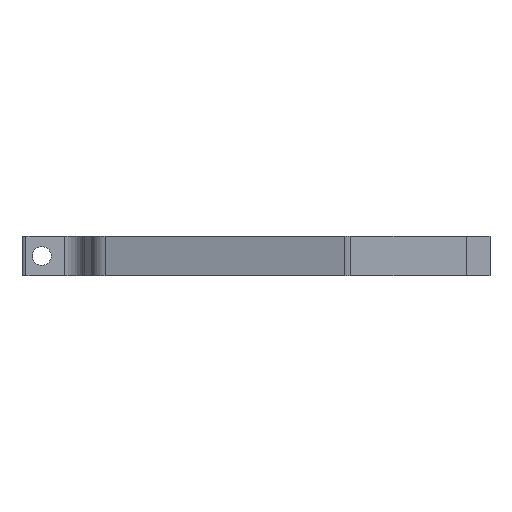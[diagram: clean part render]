
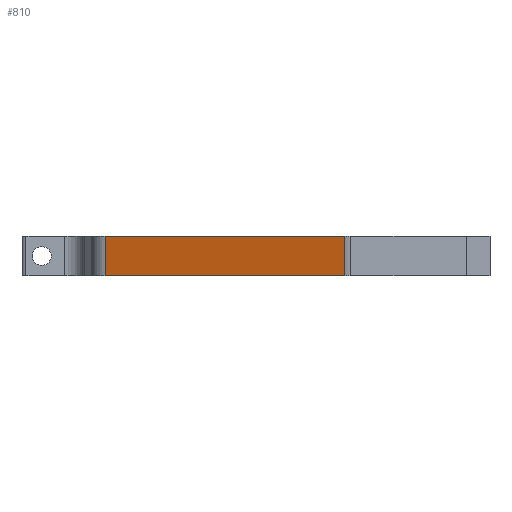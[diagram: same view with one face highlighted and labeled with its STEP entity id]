
A CAD part, left-side view. The second image highlights one B-rep face of the part: STEP entity #810.
In plain terms, the highlighted planar face has unit normal (-0.955, 0.297, 0).
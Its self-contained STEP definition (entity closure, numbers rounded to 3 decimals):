
#436 = CARTESIAN_POINT ( 'NONE',  ( -105., -15., 5. ) ) ;
#542 = EDGE_CURVE ( 'NONE', #1047, #2466, #2621, .T. ) ;
#551 = VECTOR ( 'NONE', #3176, 1000. ) ;
#679 = DIRECTION ( 'NONE',  ( 0., 0., 1. ) ) ;
#771 = VECTOR ( 'NONE', #1101, 1000. ) ;
#777 = ORIENTED_EDGE ( 'NONE', *, *, #542, .T. ) ;
#810 = ADVANCED_FACE ( 'NONE', ( #1894 ), #3237, .F. ) ;
#871 = DIRECTION ( 'NONE',  ( 0.955, -0.297, 0. ) ) ;
#1047 = VERTEX_POINT ( 'NONE', #2865 ) ;
#1101 = DIRECTION ( 'NONE',  ( -0.297, -0.955, 0. ) ) ;
#1132 = VECTOR ( 'NONE', #679, 1000. ) ;
#1162 = CARTESIAN_POINT ( 'NONE',  ( -105., -15., 5. ) ) ;
#1191 = VERTEX_POINT ( 'NONE', #1581 ) ;
#1298 = EDGE_CURVE ( 'NONE', #2466, #1687, #2685, .T. ) ;
#1402 = ORIENTED_EDGE ( 'NONE', *, *, #2977, .F. ) ;
#1525 = CARTESIAN_POINT ( 'NONE',  ( -104.775, -14.275, 5. ) ) ;
#1566 = EDGE_CURVE ( 'NONE', #1687, #1191, #2159, .T. ) ;
#1581 = CARTESIAN_POINT ( 'NONE',  ( -104.775, -14.275, 5. ) ) ;
#1687 = VERTEX_POINT ( 'NONE', #2870 ) ;
#1799 = AXIS2_PLACEMENT_3D ( 'NONE', #1162, #871, #2983 ) ;
#1834 = CARTESIAN_POINT ( 'NONE',  ( -85.905, 46.416, 5. ) ) ;
#1894 = FACE_OUTER_BOUND ( 'NONE', #1991, .T. ) ;
#1991 = EDGE_LOOP ( 'NONE', ( #3256, #2127, #1402, #777 ) ) ;
#2052 = CARTESIAN_POINT ( 'NONE',  ( -85.905, 46.416, -5. ) ) ;
#2127 = ORIENTED_EDGE ( 'NONE', *, *, #1566, .T. ) ;
#2159 = LINE ( 'NONE', #1525, #1132 ) ;
#2466 = VERTEX_POINT ( 'NONE', #2052 ) ;
#2530 = DIRECTION ( 'NONE',  ( -0.297, -0.955, 0. ) ) ;
#2621 = LINE ( 'NONE', #1834, #551 ) ;
#2685 = LINE ( 'NONE', #2944, #771 ) ;
#2799 = LINE ( 'NONE', #436, #3155 ) ;
#2865 = CARTESIAN_POINT ( 'NONE',  ( -85.905, 46.416, 5. ) ) ;
#2870 = CARTESIAN_POINT ( 'NONE',  ( -104.775, -14.275, -5. ) ) ;
#2944 = CARTESIAN_POINT ( 'NONE',  ( -105., -15., -5. ) ) ;
#2977 = EDGE_CURVE ( 'NONE', #1047, #1191, #2799, .T. ) ;
#2983 = DIRECTION ( 'NONE',  ( 0.297, 0.955, 0. ) ) ;
#3155 = VECTOR ( 'NONE', #2530, 1000. ) ;
#3176 = DIRECTION ( 'NONE',  ( 0., 0., -1. ) ) ;
#3237 = PLANE ( 'NONE',  #1799 ) ;
#3256 = ORIENTED_EDGE ( 'NONE', *, *, #1298, .T. ) ;
